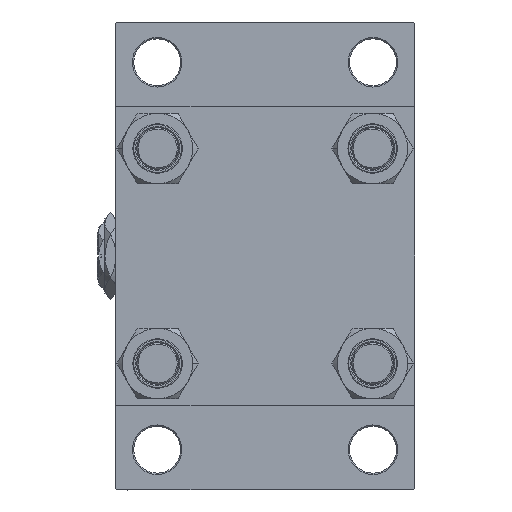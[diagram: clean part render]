
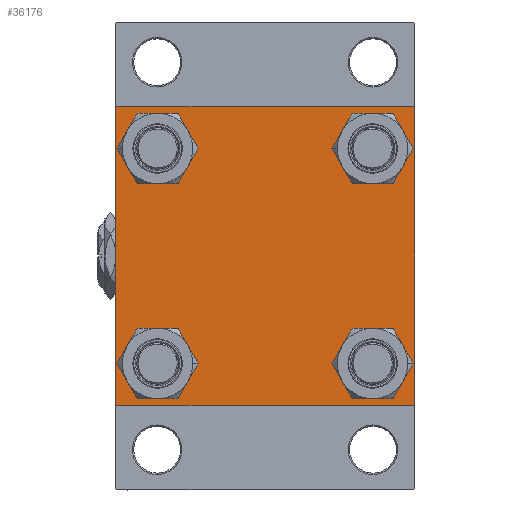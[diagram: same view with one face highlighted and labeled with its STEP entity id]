
A CAD part, left-side view. The second image highlights one B-rep face of the part: STEP entity #36176.
In plain terms, the highlighted planar face has unit normal (-1, 0, 0).
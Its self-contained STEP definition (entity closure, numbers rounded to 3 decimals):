
#28 = CARTESIAN_POINT ( 'NONE',  ( 0., -41.35, -32.85 ) ) ;
#689 = VERTEX_POINT ( 'NONE', #39550 ) ;
#844 = EDGE_CURVE ( 'NONE', #6884, #37992, #8865, .T. ) ;
#2206 = DIRECTION ( 'NONE',  ( 1., 0., 0. ) ) ;
#2821 = FACE_BOUND ( 'NONE', #26959, .T. ) ;
#3031 = AXIS2_PLACEMENT_3D ( 'NONE', #50497, #9836, #41632 ) ;
#3850 = VECTOR ( 'NONE', #17871, 1000. ) ;
#4391 = CARTESIAN_POINT ( 'NONE',  ( 0., -41.35, -49.85 ) ) ;
#5105 = ORIENTED_EDGE ( 'NONE', *, *, #27523, .T. ) ;
#5372 = ORIENTED_EDGE ( 'NONE', *, *, #45173, .T. ) ;
#5413 = AXIS2_PLACEMENT_3D ( 'NONE', #36235, #13721, #21546 ) ;
#5431 = VECTOR ( 'NONE', #41427, 1000. ) ;
#5441 = VERTEX_POINT ( 'NONE', #24611 ) ;
#5668 = DIRECTION ( 'NONE',  ( 0., 0.707, -0.707 ) ) ;
#5693 = AXIS2_PLACEMENT_3D ( 'NONE', #7643, #32373, #15948 ) ;
#6211 = AXIS2_PLACEMENT_3D ( 'NONE', #37814, #9423, #17222 ) ;
#6312 = LINE ( 'NONE', #18006, #17479 ) ;
#6500 = DIRECTION ( 'NONE',  ( 1., 0., 0. ) ) ;
#6884 = VERTEX_POINT ( 'NONE', #28 ) ;
#7257 = EDGE_CURVE ( 'NONE', #8391, #23297, #30686, .T. ) ;
#7276 = CARTESIAN_POINT ( 'NONE',  ( 0., 57.5, -57. ) ) ;
#7288 = DIRECTION ( 'NONE',  ( 1., 0., 0. ) ) ;
#7643 = CARTESIAN_POINT ( 'NONE',  ( 0., 41.35, -41.35 ) ) ;
#8044 = ORIENTED_EDGE ( 'NONE', *, *, #7257, .F. ) ;
#8391 = VERTEX_POINT ( 'NONE', #26784 ) ;
#8532 = CARTESIAN_POINT ( 'NONE',  ( 0., -57.5, -57. ) ) ;
#8542 = CARTESIAN_POINT ( 'NONE',  ( 0., -41.35, -41.35 ) ) ;
#8865 = CIRCLE ( 'NONE', #22996, 8.5 ) ;
#9196 = EDGE_LOOP ( 'NONE', ( #47146, #47532 ) ) ;
#9393 = LINE ( 'NONE', #13291, #5431 ) ;
#9423 = DIRECTION ( 'NONE',  ( 1., 0., 0. ) ) ;
#9836 = DIRECTION ( 'NONE',  ( -1., 0., 0. ) ) ;
#10725 = CIRCLE ( 'NONE', #5693, 8.5 ) ;
#11267 = DIRECTION ( 'NONE',  ( 0., 0.707, 0.707 ) ) ;
#12455 = CARTESIAN_POINT ( 'NONE',  ( 0., -41.35, -41.35 ) ) ;
#12504 = ORIENTED_EDGE ( 'NONE', *, *, #31715, .T. ) ;
#12820 = EDGE_CURVE ( 'NONE', #30884, #23297, #6312, .T. ) ;
#12939 = DIRECTION ( 'NONE',  ( 1., 0., 0. ) ) ;
#13291 = CARTESIAN_POINT ( 'NONE',  ( 0., 57.5, 57.5 ) ) ;
#13699 = LINE ( 'NONE', #17610, #3850 ) ;
#13721 = DIRECTION ( 'NONE',  ( 1., 0., 0. ) ) ;
#13984 = CARTESIAN_POINT ( 'NONE',  ( 0., 57.25, 57.25 ) ) ;
#14227 = AXIS2_PLACEMENT_3D ( 'NONE', #14829, #7288, #46645 ) ;
#14669 = CARTESIAN_POINT ( 'NONE',  ( 0., -57.25, 57.25 ) ) ;
#14829 = CARTESIAN_POINT ( 'NONE',  ( 0., 41.35, -41.35 ) ) ;
#14920 = AXIS2_PLACEMENT_3D ( 'NONE', #40968, #2206, #22772 ) ;
#15085 = CIRCLE ( 'NONE', #41719, 8.5 ) ;
#15240 = CARTESIAN_POINT ( 'NONE',  ( 0., 57.5, 57.5 ) ) ;
#15948 = DIRECTION ( 'NONE',  ( 0., 0., 1. ) ) ;
#16115 = DIRECTION ( 'NONE',  ( 1., 0., 0. ) ) ;
#16121 = ORIENTED_EDGE ( 'NONE', *, *, #46855, .T. ) ;
#17222 = DIRECTION ( 'NONE',  ( 0., 0., 1. ) ) ;
#17479 = VECTOR ( 'NONE', #29496, 1000. ) ;
#17610 = CARTESIAN_POINT ( 'NONE',  ( 0., 57.5, -57.5 ) ) ;
#17705 = VERTEX_POINT ( 'NONE', #37932 ) ;
#17871 = DIRECTION ( 'NONE',  ( 0., -1., 0. ) ) ;
#18006 = CARTESIAN_POINT ( 'NONE',  ( 0., -57.25, -57.25 ) ) ;
#18102 = CARTESIAN_POINT ( 'NONE',  ( 0., 57., -57.5 ) ) ;
#18229 = ORIENTED_EDGE ( 'NONE', *, *, #47665, .T. ) ;
#18427 = CARTESIAN_POINT ( 'NONE',  ( 0., -57.5, 57.5 ) ) ;
#18625 = VECTOR ( 'NONE', #11267, 1000. ) ;
#18695 = FACE_BOUND ( 'NONE', #9196, .T. ) ;
#19774 = VERTEX_POINT ( 'NONE', #7276 ) ;
#19793 = VERTEX_POINT ( 'NONE', #35144 ) ;
#20832 = EDGE_CURVE ( 'NONE', #38163, #42012, #50381, .T. ) ;
#21546 = DIRECTION ( 'NONE',  ( 0., 0., 1. ) ) ;
#22319 = ORIENTED_EDGE ( 'NONE', *, *, #41270, .T. ) ;
#22380 = DIRECTION ( 'NONE',  ( 0., 0., 1. ) ) ;
#22418 = VERTEX_POINT ( 'NONE', #32932 ) ;
#22772 = DIRECTION ( 'NONE',  ( 0., 0., 1. ) ) ;
#22996 = AXIS2_PLACEMENT_3D ( 'NONE', #8542, #12939, #33019 ) ;
#23297 = VERTEX_POINT ( 'NONE', #8532 ) ;
#24611 = CARTESIAN_POINT ( 'NONE',  ( 0., 41.35, -49.85 ) ) ;
#24742 = CARTESIAN_POINT ( 'NONE',  ( 0., 41.35, 32.85 ) ) ;
#25120 = CARTESIAN_POINT ( 'NONE',  ( 0., -41.35, 49.85 ) ) ;
#25735 = PLANE ( 'NONE',  #3031 ) ;
#26630 = VECTOR ( 'NONE', #37968, 1000. ) ;
#26743 = VECTOR ( 'NONE', #5668, 1000. ) ;
#26784 = CARTESIAN_POINT ( 'NONE',  ( 0., -57.5, 57. ) ) ;
#26840 = ORIENTED_EDGE ( 'NONE', *, *, #30155, .T. ) ;
#26959 = EDGE_LOOP ( 'NONE', ( #16121, #22319 ) ) ;
#27486 = LINE ( 'NONE', #15240, #44663 ) ;
#27523 = EDGE_CURVE ( 'NONE', #8391, #689, #34227, .T. ) ;
#28563 = EDGE_CURVE ( 'NONE', #33094, #46900, #51138, .T. ) ;
#28702 = LINE ( 'NONE', #44593, #42120 ) ;
#29129 = DIRECTION ( 'NONE',  ( 0., 0., 1. ) ) ;
#29496 = DIRECTION ( 'NONE',  ( 0., -0.707, 0.707 ) ) ;
#29921 = CIRCLE ( 'NONE', #14920, 8.5 ) ;
#30005 = CIRCLE ( 'NONE', #45813, 8.5 ) ;
#30155 = EDGE_CURVE ( 'NONE', #17705, #19774, #9393, .T. ) ;
#30446 = FACE_BOUND ( 'NONE', #48522, .T. ) ;
#30522 = ORIENTED_EDGE ( 'NONE', *, *, #37480, .F. ) ;
#30686 = LINE ( 'NONE', #18427, #26630 ) ;
#30884 = VERTEX_POINT ( 'NONE', #32107 ) ;
#31017 = ORIENTED_EDGE ( 'NONE', *, *, #20832, .T. ) ;
#31160 = DIRECTION ( 'NONE',  ( 0., -1., 0. ) ) ;
#31715 = EDGE_CURVE ( 'NONE', #19774, #39124, #28702, .T. ) ;
#32107 = CARTESIAN_POINT ( 'NONE',  ( 0., -57., -57.5 ) ) ;
#32335 = EDGE_CURVE ( 'NONE', #39124, #30884, #13699, .T. ) ;
#32373 = DIRECTION ( 'NONE',  ( 1., 0., 0. ) ) ;
#32932 = CARTESIAN_POINT ( 'NONE',  ( 0., 41.35, -32.85 ) ) ;
#33019 = DIRECTION ( 'NONE',  ( 0., 0., 1. ) ) ;
#33094 = VERTEX_POINT ( 'NONE', #24742 ) ;
#34227 = LINE ( 'NONE', #14669, #18625 ) ;
#34508 = EDGE_LOOP ( 'NONE', ( #5372, #31017 ) ) ;
#34590 = FACE_OUTER_BOUND ( 'NONE', #36429, .T. ) ;
#34900 = CARTESIAN_POINT ( 'NONE',  ( 0., 41.35, 49.85 ) ) ;
#35144 = CARTESIAN_POINT ( 'NONE',  ( 0., 57., 57.5 ) ) ;
#36176 = ADVANCED_FACE ( 'NONE', ( #45545, #30446, #2821, #18695, #34590 ), #25735, .T. ) ;
#36235 = CARTESIAN_POINT ( 'NONE',  ( 0., -41.35, 41.35 ) ) ;
#36429 = EDGE_LOOP ( 'NONE', ( #26840, #12504, #48739, #41981, #8044, #5105, #30522, #37984 ) ) ;
#36613 = CARTESIAN_POINT ( 'NONE',  ( 0., -41.35, 32.85 ) ) ;
#37364 = CIRCLE ( 'NONE', #14227, 8.5 ) ;
#37480 = EDGE_CURVE ( 'NONE', #19793, #689, #27486, .T. ) ;
#37814 = CARTESIAN_POINT ( 'NONE',  ( 0., 41.35, 41.35 ) ) ;
#37932 = CARTESIAN_POINT ( 'NONE',  ( 0., 57.5, 57. ) ) ;
#37968 = DIRECTION ( 'NONE',  ( 0., 0., -1. ) ) ;
#37984 = ORIENTED_EDGE ( 'NONE', *, *, #47025, .T. ) ;
#37992 = VERTEX_POINT ( 'NONE', #4391 ) ;
#38163 = VERTEX_POINT ( 'NONE', #36613 ) ;
#38275 = CARTESIAN_POINT ( 'NONE',  ( 0., -41.35, 41.35 ) ) ;
#39124 = VERTEX_POINT ( 'NONE', #18102 ) ;
#39550 = CARTESIAN_POINT ( 'NONE',  ( 0., -57., 57.5 ) ) ;
#40968 = CARTESIAN_POINT ( 'NONE',  ( 0., 41.35, 41.35 ) ) ;
#41270 = EDGE_CURVE ( 'NONE', #5441, #22418, #10725, .T. ) ;
#41427 = DIRECTION ( 'NONE',  ( 0., 0., -1. ) ) ;
#41632 = DIRECTION ( 'NONE',  ( 0., 0., 1. ) ) ;
#41719 = AXIS2_PLACEMENT_3D ( 'NONE', #12455, #16115, #29129 ) ;
#41981 = ORIENTED_EDGE ( 'NONE', *, *, #12820, .T. ) ;
#42012 = VERTEX_POINT ( 'NONE', #25120 ) ;
#42120 = VECTOR ( 'NONE', #49019, 1000. ) ;
#42149 = ORIENTED_EDGE ( 'NONE', *, *, #844, .T. ) ;
#44593 = CARTESIAN_POINT ( 'NONE',  ( 0., 57.25, -57.25 ) ) ;
#44663 = VECTOR ( 'NONE', #31160, 1000. ) ;
#45173 = EDGE_CURVE ( 'NONE', #42012, #38163, #30005, .T. ) ;
#45545 = FACE_BOUND ( 'NONE', #34508, .T. ) ;
#45813 = AXIS2_PLACEMENT_3D ( 'NONE', #38275, #6500, #22380 ) ;
#46066 = EDGE_CURVE ( 'NONE', #46900, #33094, #29921, .T. ) ;
#46645 = DIRECTION ( 'NONE',  ( 0., 0., 1. ) ) ;
#46855 = EDGE_CURVE ( 'NONE', #22418, #5441, #37364, .T. ) ;
#46900 = VERTEX_POINT ( 'NONE', #34900 ) ;
#47025 = EDGE_CURVE ( 'NONE', #19793, #17705, #49704, .T. ) ;
#47146 = ORIENTED_EDGE ( 'NONE', *, *, #46066, .T. ) ;
#47532 = ORIENTED_EDGE ( 'NONE', *, *, #28563, .T. ) ;
#47665 = EDGE_CURVE ( 'NONE', #37992, #6884, #15085, .T. ) ;
#48522 = EDGE_LOOP ( 'NONE', ( #42149, #18229 ) ) ;
#48739 = ORIENTED_EDGE ( 'NONE', *, *, #32335, .T. ) ;
#49019 = DIRECTION ( 'NONE',  ( 0., -0.707, -0.707 ) ) ;
#49704 = LINE ( 'NONE', #13984, #26743 ) ;
#50381 = CIRCLE ( 'NONE', #5413, 8.5 ) ;
#50497 = CARTESIAN_POINT ( 'NONE',  ( 0., 0., 0. ) ) ;
#51138 = CIRCLE ( 'NONE', #6211, 8.5 ) ;
